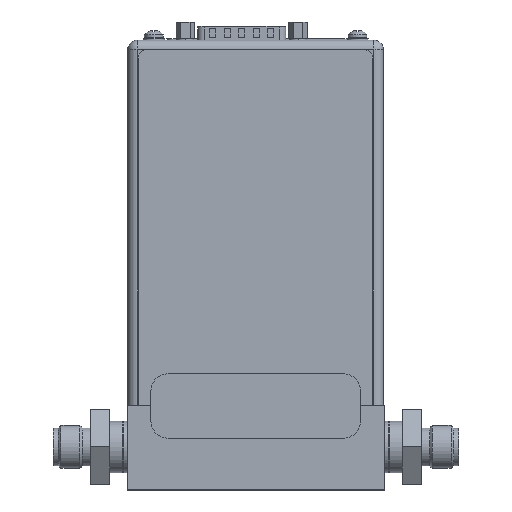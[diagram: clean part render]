
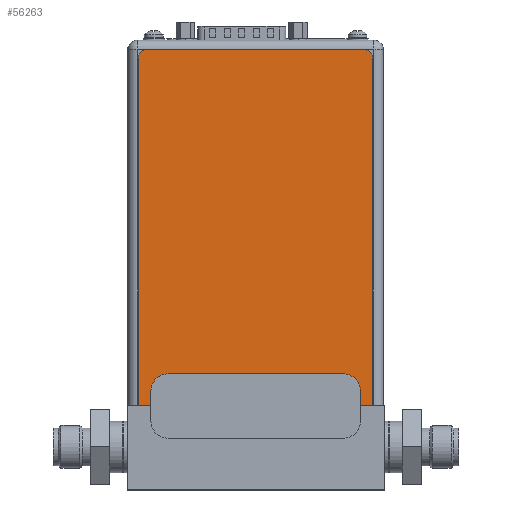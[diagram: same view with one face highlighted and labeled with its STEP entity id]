
A CAD part, top view. The second image highlights one B-rep face of the part: STEP entity #56263.
In plain terms, the highlighted planar face has unit normal (0, 0, 1).
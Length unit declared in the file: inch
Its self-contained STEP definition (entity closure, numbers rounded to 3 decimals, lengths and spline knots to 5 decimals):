
#56078=CARTESIAN_POINT('',(2.63,4.04,0.004));
#56079=DIRECTION('',(0.,0.,1.));
#56080=DIRECTION('',(1.,0.,0.));
#56081=AXIS2_PLACEMENT_3D('',#56078,#56079,#56080);
#56086=DIRECTION('',(0.,1.,0.));
#56087=VECTOR('',#56086,4.04);
#56088=CARTESIAN_POINT('',(2.73,0.,0.004));
#56089=LINE('',#56088,#56087);
#56093=DIRECTION('',(1.,0.,0.));
#56094=VECTOR('',#56093,2.73);
#56095=CARTESIAN_POINT('',(0.,0.,0.004));
#56096=LINE('',#56095,#56094);
#56100=DIRECTION('',(0.,-1.,0.));
#56101=VECTOR('',#56100,4.04);
#56102=CARTESIAN_POINT('',(0.,4.04,0.004));
#56103=LINE('',#56102,#56101);
#56107=CARTESIAN_POINT('',(0.1,4.04,0.004));
#56108=DIRECTION('',(0.,0.,1.));
#56109=DIRECTION('',(0.,1.,0.));
#56110=AXIS2_PLACEMENT_3D('',#56107,#56108,#56109);
#56115=DIRECTION('',(-1.,0.,0.));
#56116=VECTOR('',#56115,2.53);
#56117=CARTESIAN_POINT('',(2.63,4.14,0.004));
#56118=LINE('',#56117,#56116);
#56126=CARTESIAN_POINT('',(0.,0.,0.004));
#56127=CARTESIAN_POINT('',(2.73,0.,0.004));
#56128=VERTEX_POINT('',#56126);
#56129=VERTEX_POINT('',#56127);
#56134=CARTESIAN_POINT('',(2.73,4.04,0.004));
#56135=VERTEX_POINT('',#56134);
#56136=CARTESIAN_POINT('',(2.63,4.14,0.004));
#56137=VERTEX_POINT('',#56136);
#56142=CARTESIAN_POINT('',(0.1,4.14,0.004));
#56143=VERTEX_POINT('',#56142);
#56144=CARTESIAN_POINT('',(0.,4.04,0.004));
#56145=VERTEX_POINT('',#56144);
#56250=CARTESIAN_POINT('',(0.,0.,0.004));
#56251=DIRECTION('',(0.,0.,1.));
#56252=DIRECTION('',(1.,0.,0.));
#56253=AXIS2_PLACEMENT_3D('',#56250,#56251,#56252);
#56254=PLANE('',#56253);
#56255=ORIENTED_EDGE('',*,*,#56174,.F.);
#56256=ORIENTED_EDGE('',*,*,#56190,.F.);
#56257=ORIENTED_EDGE('',*,*,#56203,.F.);
#56258=ORIENTED_EDGE('',*,*,#56216,.F.);
#56259=ORIENTED_EDGE('',*,*,#56231,.F.);
#56260=ORIENTED_EDGE('',*,*,#56243,.F.);
#56261=EDGE_LOOP('',(#56255,#56256,#56257,#56258,#56259,#56260));
#56262=FACE_OUTER_BOUND('',#56261,.F.);
#56263=ADVANCED_FACE('',(#56262),#56254,.T.);
#56082=CIRCLE('',#56081,0.1);
#56111=CIRCLE('',#56110,0.1);
#56174=EDGE_CURVE('',#56135,#56137,#56082,.T.);
#56190=EDGE_CURVE('',#56129,#56135,#56089,.T.);
#56203=EDGE_CURVE('',#56128,#56129,#56096,.T.);
#56216=EDGE_CURVE('',#56145,#56128,#56103,.T.);
#56231=EDGE_CURVE('',#56143,#56145,#56111,.T.);
#56243=EDGE_CURVE('',#56137,#56143,#56118,.T.);
